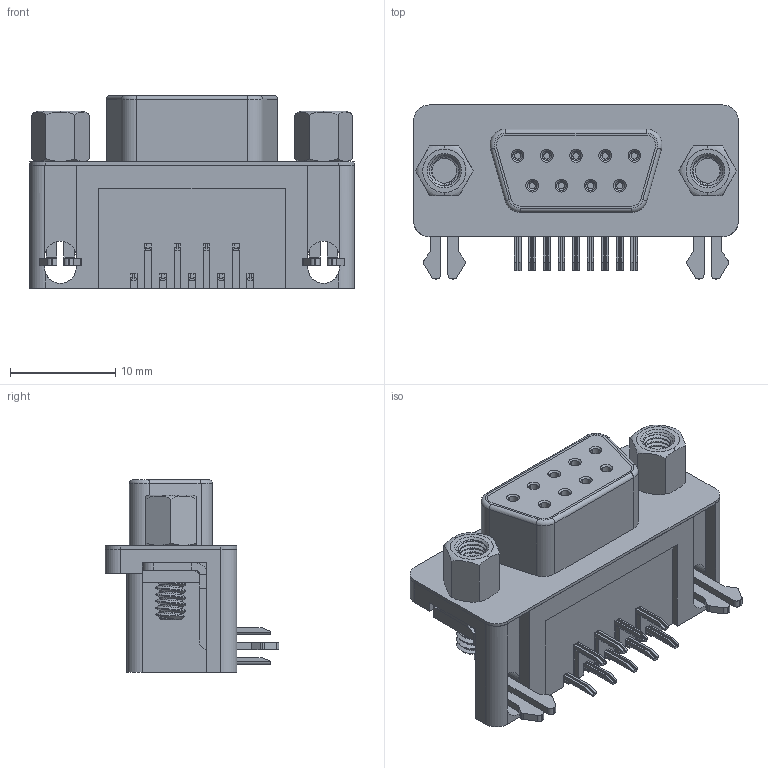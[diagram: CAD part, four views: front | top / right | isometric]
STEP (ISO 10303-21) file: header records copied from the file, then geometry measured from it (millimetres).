
FILE_DESCRIPTION (( 'STEP AP214' ), '1' );
FILE_NAME ('DS1037-01-09FNAKSI74.STEP', '2021-05-23T22:09:52', ( '' ), ( '' ), 'SwSTEP 2.0', 'SolidWorks 2017', '' );
FILE_SCHEMA (( 'AUTOMOTIVE_DESIGN' ));
Length unit declared in the file: millimetre
Products named in the file (1): DS1037-01-09FNAKSI74
Bounding box: 30.84 x 16.5 x 18.3 mm (x, y, z)
Volume: 3789.1 mm3; surface area: 4477.8 mm2
Topology: 17 solids, 17 shells, 585 faces, 1552 edges, 1014 vertices
Faces by surface type: plane 295, cylinder 216, cone 44, bspline 18, torus 12
Entity records: 26650 total; most frequent: CARTESIAN_POINT 12276, ORIENTED_EDGE 3104, DIRECTION 2796, EDGE_CURVE 1552, VERTEX_POINT 1014, LINE 964, VECTOR 964, AXIS2_PLACEMENT_3D 916
